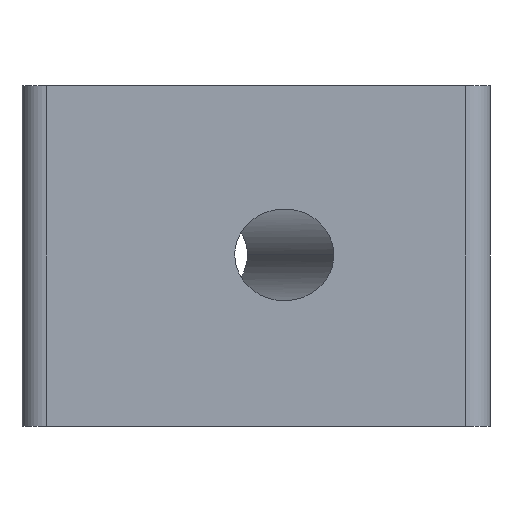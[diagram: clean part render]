
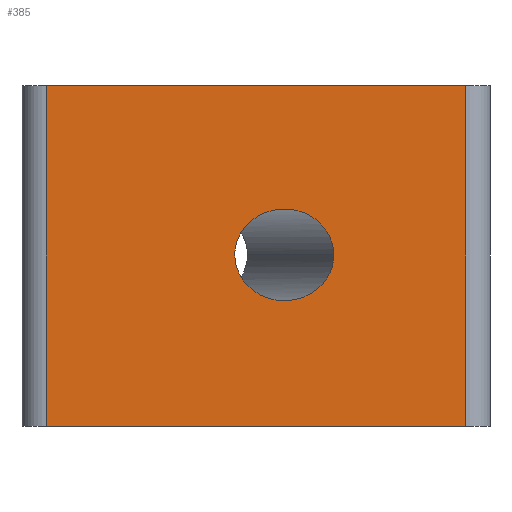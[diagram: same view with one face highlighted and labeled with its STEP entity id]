
A CAD part, front view. The second image highlights one B-rep face of the part: STEP entity #385.
In plain terms, the highlighted planar face has unit normal (0, -1, 0).
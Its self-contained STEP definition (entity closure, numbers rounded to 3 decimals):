
#3 = VECTOR ( 'NONE', #183, 1000. ) ;
#14 = EDGE_LOOP ( 'NONE', ( #602, #566, #555, #229 ) ) ;
#25 = CARTESIAN_POINT ( 'NONE',  ( -21.45, -10.95, 17.45 ) ) ;
#34 = CARTESIAN_POINT ( 'NONE',  ( -21.45, -10.95, 17.45 ) ) ;
#48 = ORIENTED_EDGE ( 'NONE', *, *, #86, .F. ) ;
#70 = LINE ( 'NONE', #34, #3 ) ;
#72 = CARTESIAN_POINT ( 'NONE',  ( 21.45, -10.95, 17.45 ) ) ;
#76 = CARTESIAN_POINT ( 'NONE',  ( -2.171, -10.95, 9.513 ) ) ;
#77 = VECTOR ( 'NONE', #80, 1000. ) ;
#80 = DIRECTION ( 'NONE',  ( 0., 0., -1. ) ) ;
#86 = EDGE_CURVE ( 'NONE', #189, #424, #529, .T. ) ;
#108 = CARTESIAN_POINT ( 'NONE',  ( -21.45, -10.95, -17.45 ) ) ;
#116 = EDGE_CURVE ( 'NONE', #196, #386, #535, .T. ) ;
#123 = CARTESIAN_POINT ( 'NONE',  ( -21.45, -10.95, 17.45 ) ) ;
#136 = EDGE_CURVE ( 'NONE', #389, #263, #530, .T. ) ;
#137 = CARTESIAN_POINT ( 'NONE',  ( -2.171, -10.95, 0.115 ) ) ;
#147 = EDGE_CURVE ( 'NONE', #389, #196, #70, .T. ) ;
#158 = ORIENTED_EDGE ( 'NONE', *, *, #161, .F. ) ;
#161 = EDGE_CURVE ( 'NONE', #424, #189, #382, .T. ) ;
#183 = DIRECTION ( 'NONE',  ( 1., 0., 0. ) ) ;
#189 = VERTEX_POINT ( 'NONE', #500 ) ;
#196 = VERTEX_POINT ( 'NONE', #554 ) ;
#197 = VECTOR ( 'NONE', #328, 1000. ) ;
#220 = FACE_OUTER_BOUND ( 'NONE', #14, .T. ) ;
#229 = ORIENTED_EDGE ( 'NONE', *, *, #136, .T. ) ;
#231 = CARTESIAN_POINT ( 'NONE',  ( 7.966, -10.95, 9.513 ) ) ;
#234 = CARTESIAN_POINT ( 'NONE',  ( -2.171, -10.95, -9.283 ) ) ;
#263 = VERTEX_POINT ( 'NONE', #496 ) ;
#301 = DIRECTION ( 'NONE',  ( 1., 0., 0. ) ) ;
#328 = DIRECTION ( 'NONE',  ( 0., 0., -1. ) ) ;
#363 = DIRECTION ( 'NONE',  ( 0., 0., 1. ) ) ;
#374 = CARTESIAN_POINT ( 'NONE',  ( -21.45, -10.95, 17.45 ) ) ;
#379 = AXIS2_PLACEMENT_3D ( 'NONE', #25, #479, #363 ) ;
#382 =( BOUNDED_CURVE ( )  B_SPLINE_CURVE ( 3, ( #485, #234, #392, #591 ),
 .UNSPECIFIED., .F., .T. ) 
 B_SPLINE_CURVE_WITH_KNOTS ( ( 4, 4 ),
 ( 0., 3.142 ),
 .UNSPECIFIED. ) 
 CURVE ( )  GEOMETRIC_REPRESENTATION_ITEM ( )  RATIONAL_B_SPLINE_CURVE ( ( 1., 0.333, 0.333, 1. ) ) 
 REPRESENTATION_ITEM ( '' )  );
#385 = ADVANCED_FACE ( 'NONE', ( #578, #220 ), #423, .F. ) ;
#386 = VERTEX_POINT ( 'NONE', #621 ) ;
#389 = VERTEX_POINT ( 'NONE', #374 ) ;
#392 = CARTESIAN_POINT ( 'NONE',  ( 7.966, -10.95, -9.283 ) ) ;
#423 = PLANE ( 'NONE',  #379 ) ;
#424 = VERTEX_POINT ( 'NONE', #544 ) ;
#476 = CARTESIAN_POINT ( 'NONE',  ( 7.966, -10.95, 0.115 ) ) ;
#479 = DIRECTION ( 'NONE',  ( 0., 1., 0. ) ) ;
#485 = CARTESIAN_POINT ( 'NONE',  ( -2.171, -10.95, 0.115 ) ) ;
#496 = CARTESIAN_POINT ( 'NONE',  ( -21.45, -10.95, -17.45 ) ) ;
#500 = CARTESIAN_POINT ( 'NONE',  ( 7.966, -10.95, 0.115 ) ) ;
#507 = LINE ( 'NONE', #108, #546 ) ;
#529 =( BOUNDED_CURVE ( )  B_SPLINE_CURVE ( 3, ( #476, #231, #76, #137 ),
 .UNSPECIFIED., .F., .F. ) 
 B_SPLINE_CURVE_WITH_KNOTS ( ( 4, 4 ),
 ( 3.142, 6.283 ),
 .UNSPECIFIED. ) 
 CURVE ( )  GEOMETRIC_REPRESENTATION_ITEM ( )  RATIONAL_B_SPLINE_CURVE ( ( 1., 0.333, 0.333, 1. ) ) 
 REPRESENTATION_ITEM ( '' )  );
#530 = LINE ( 'NONE', #123, #197 ) ;
#535 = LINE ( 'NONE', #72, #77 ) ;
#544 = CARTESIAN_POINT ( 'NONE',  ( -2.171, -10.95, 0.115 ) ) ;
#546 = VECTOR ( 'NONE', #301, 1000. ) ;
#554 = CARTESIAN_POINT ( 'NONE',  ( 21.45, -10.95, 17.45 ) ) ;
#555 = ORIENTED_EDGE ( 'NONE', *, *, #147, .F. ) ;
#566 = ORIENTED_EDGE ( 'NONE', *, *, #116, .F. ) ;
#578 = FACE_BOUND ( 'NONE', #618, .T. ) ;
#591 = CARTESIAN_POINT ( 'NONE',  ( 7.966, -10.95, 0.115 ) ) ;
#602 = ORIENTED_EDGE ( 'NONE', *, *, #616, .T. ) ;
#616 = EDGE_CURVE ( 'NONE', #263, #386, #507, .T. ) ;
#618 = EDGE_LOOP ( 'NONE', ( #158, #48 ) ) ;
#621 = CARTESIAN_POINT ( 'NONE',  ( 21.45, -10.95, -17.45 ) ) ;
